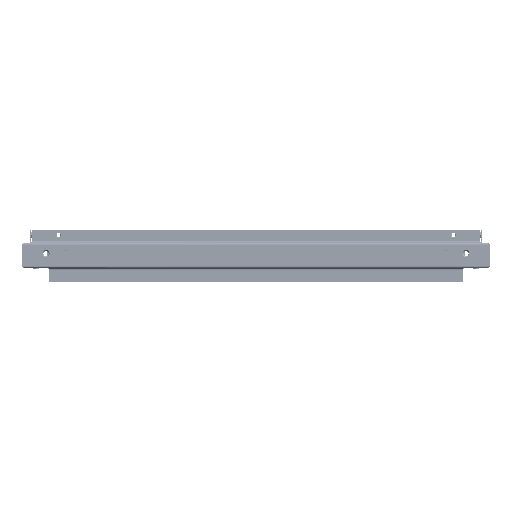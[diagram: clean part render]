
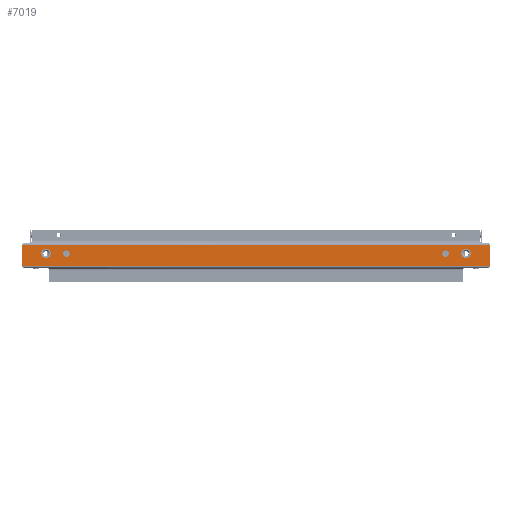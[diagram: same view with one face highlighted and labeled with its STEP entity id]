
A CAD part, front view. The second image highlights one B-rep face of the part: STEP entity #7019.
In plain terms, the highlighted face is planar.
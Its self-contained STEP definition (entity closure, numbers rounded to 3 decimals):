
#1387 = AXIS2_PLACEMENT_3D ( 'NONE', #51199, #63431, #52315 ) ;
#1516 = CARTESIAN_POINT ( 'NONE',  ( -400., -18., 0. ) ) ;
#1775 = DIRECTION ( 'NONE',  ( 0., 0., 1. ) ) ;
#2503 = EDGE_CURVE ( 'NONE', #23857, #37717, #49016, .T. ) ;
#3832 = CARTESIAN_POINT ( 'NONE',  ( -400., -18., 0. ) ) ;
#3868 = FACE_BOUND ( 'NONE', #73799, .T. ) ;
#4095 = CIRCLE ( 'NONE', #41932, 8. ) ;
#4347 = EDGE_CURVE ( 'NONE', #34600, #45379, #7179, .T. ) ;
#4866 = VERTEX_POINT ( 'NONE', #20860 ) ;
#4984 = DIRECTION ( 'NONE',  ( -1., 0., 0. ) ) ;
#7019 = ADVANCED_FACE ( 'NONE', ( #62370, #74952, #56241, #3868, #11104 ), #73827, .F. ) ;
#7179 = LINE ( 'NONE', #53454, #61592 ) ;
#7955 = ORIENTED_EDGE ( 'NONE', *, *, #71472, .F. ) ;
#8086 = AXIS2_PLACEMENT_3D ( 'NONE', #69005, #38437, #62533 ) ;
#9080 = EDGE_CURVE ( 'NONE', #59519, #14961, #20068, .T. ) ;
#9801 = VECTOR ( 'NONE', #11066, 1000. ) ;
#9945 = CARTESIAN_POINT ( 'NONE',  ( 367.5, -3.319, 0. ) ) ;
#10457 = ORIENTED_EDGE ( 'NONE', *, *, #9080, .T. ) ;
#11014 = CARTESIAN_POINT ( 'NONE',  ( 400., 18., 0. ) ) ;
#11066 = DIRECTION ( 'NONE',  ( 1., 0., 0. ) ) ;
#11104 = FACE_OUTER_BOUND ( 'NONE', #12621, .T. ) ;
#11589 = VERTEX_POINT ( 'NONE', #9945 ) ;
#12532 = AXIS2_PLACEMENT_3D ( 'NONE', #55869, #15361, #4984 ) ;
#12621 = EDGE_LOOP ( 'NONE', ( #27818, #35055, #26871, #66271, #47216, #27819, #10457, #51157 ) ) ;
#13448 = DIRECTION ( 'NONE',  ( 0., 0., -1. ) ) ;
#13617 = VERTEX_POINT ( 'NONE', #68325 ) ;
#13839 = CARTESIAN_POINT ( 'NONE',  ( -367.5, -3.319, 0. ) ) ;
#14961 = VERTEX_POINT ( 'NONE', #51137 ) ;
#15241 = CARTESIAN_POINT ( 'NONE',  ( -351.5, -3.319, 0. ) ) ;
#15361 = DIRECTION ( 'NONE',  ( 0., 0., -1. ) ) ;
#16547 = AXIS2_PLACEMENT_3D ( 'NONE', #28700, #27949, #51649 ) ;
#16673 = VERTEX_POINT ( 'NONE', #15241 ) ;
#19300 = DIRECTION ( 'NONE',  ( -1., 0., 0. ) ) ;
#19412 = ORIENTED_EDGE ( 'NONE', *, *, #62229, .F. ) ;
#20068 = LINE ( 'NONE', #31126, #22360 ) ;
#20860 = CARTESIAN_POINT ( 'NONE',  ( -330., -3.319, 0. ) ) ;
#21158 = VERTEX_POINT ( 'NONE', #25991 ) ;
#21426 = LINE ( 'NONE', #3832, #9801 ) ;
#22360 = VECTOR ( 'NONE', #19300, 1000. ) ;
#23302 = ORIENTED_EDGE ( 'NONE', *, *, #39043, .F. ) ;
#23699 = VECTOR ( 'NONE', #74486, 1000. ) ;
#23857 = VERTEX_POINT ( 'NONE', #31348 ) ;
#24039 = DIRECTION ( 'NONE',  ( 1., 0., 0. ) ) ;
#24072 = VERTEX_POINT ( 'NONE', #57984 ) ;
#25168 = DIRECTION ( 'NONE',  ( -1., 0., 0. ) ) ;
#25991 = CARTESIAN_POINT ( 'NONE',  ( 400., 18., 0. ) ) ;
#26871 = ORIENTED_EDGE ( 'NONE', *, *, #59517, .T. ) ;
#27481 = LINE ( 'NONE', #11014, #23699 ) ;
#27818 = ORIENTED_EDGE ( 'NONE', *, *, #36734, .T. ) ;
#27819 = ORIENTED_EDGE ( 'NONE', *, *, #27957, .T. ) ;
#27949 = DIRECTION ( 'NONE',  ( 0., 0., -1. ) ) ;
#27957 = EDGE_CURVE ( 'NONE', #24072, #59519, #27481, .T. ) ;
#28700 = CARTESIAN_POINT ( 'NONE',  ( 324.5, -3.319, 0. ) ) ;
#28715 = DIRECTION ( 'NONE',  ( 0., 0., -1. ) ) ;
#28890 = LINE ( 'NONE', #46081, #40466 ) ;
#29056 = EDGE_CURVE ( 'NONE', #11589, #35460, #4095, .T. ) ;
#29922 = CIRCLE ( 'NONE', #16547, 5.5 ) ;
#30128 = CARTESIAN_POINT ( 'NONE',  ( 359.5, -3.319, 0. ) ) ;
#30160 = ORIENTED_EDGE ( 'NONE', *, *, #29056, .T. ) ;
#31126 = CARTESIAN_POINT ( 'NONE',  ( 400., 18., 0. ) ) ;
#31316 = EDGE_CURVE ( 'NONE', #37717, #23857, #29922, .T. ) ;
#31348 = CARTESIAN_POINT ( 'NONE',  ( 319., -3.319, 0. ) ) ;
#32822 = VERTEX_POINT ( 'NONE', #1516 ) ;
#34448 = CARTESIAN_POINT ( 'NONE',  ( 324.5, -3.319, 0. ) ) ;
#34569 = DIRECTION ( 'NONE',  ( 1., 0., 0. ) ) ;
#34600 = VERTEX_POINT ( 'NONE', #62320 ) ;
#34905 = CARTESIAN_POINT ( 'NONE',  ( -400., -22., 0. ) ) ;
#35055 = ORIENTED_EDGE ( 'NONE', *, *, #4347, .T. ) ;
#35242 = CARTESIAN_POINT ( 'NONE',  ( 359.5, -3.319, 0. ) ) ;
#35460 = VERTEX_POINT ( 'NONE', #55635 ) ;
#35475 = VECTOR ( 'NONE', #53084, 1000. ) ;
#36092 = EDGE_CURVE ( 'NONE', #35460, #11589, #73966, .T. ) ;
#36734 = EDGE_CURVE ( 'NONE', #32822, #34600, #45653, .T. ) ;
#36828 = EDGE_LOOP ( 'NONE', ( #30160, #50911 ) ) ;
#37717 = VERTEX_POINT ( 'NONE', #65622 ) ;
#38051 = AXIS2_PLACEMENT_3D ( 'NONE', #34448, #28715, #52037 ) ;
#38437 = DIRECTION ( 'NONE',  ( 0., 0., 1. ) ) ;
#39043 = EDGE_CURVE ( 'NONE', #60054, #4866, #70434, .T. ) ;
#40466 = VECTOR ( 'NONE', #69416, 1000. ) ;
#41031 = CIRCLE ( 'NONE', #8086, 8. ) ;
#41581 = DIRECTION ( 'NONE',  ( 1., 0., 0. ) ) ;
#41588 = DIRECTION ( 'NONE',  ( 0., 0., 1. ) ) ;
#41932 = AXIS2_PLACEMENT_3D ( 'NONE', #35242, #13448, #48996 ) ;
#41968 = CARTESIAN_POINT ( 'NONE',  ( -324.5, -3.319, 0. ) ) ;
#42363 = DIRECTION ( 'NONE',  ( 0., 0., -1. ) ) ;
#42601 = CARTESIAN_POINT ( 'NONE',  ( 397.935, -18., 0. ) ) ;
#44059 = CARTESIAN_POINT ( 'NONE',  ( -319., -3.319, 0. ) ) ;
#45282 = EDGE_CURVE ( 'NONE', #21158, #24072, #28890, .T. ) ;
#45379 = VERTEX_POINT ( 'NONE', #42601 ) ;
#45653 = LINE ( 'NONE', #68996, #48338 ) ;
#46081 = CARTESIAN_POINT ( 'NONE',  ( 400., 18., 0. ) ) ;
#46364 = LINE ( 'NONE', #34905, #55225 ) ;
#47216 = ORIENTED_EDGE ( 'NONE', *, *, #45282, .T. ) ;
#48338 = VECTOR ( 'NONE', #34569, 1000. ) ;
#48996 = DIRECTION ( 'NONE',  ( -1., 0., 0. ) ) ;
#49016 = CIRCLE ( 'NONE', #38051, 5.5 ) ;
#50911 = ORIENTED_EDGE ( 'NONE', *, *, #36092, .T. ) ;
#51137 = CARTESIAN_POINT ( 'NONE',  ( -400., 18., 0. ) ) ;
#51157 = ORIENTED_EDGE ( 'NONE', *, *, #70622, .T. ) ;
#51199 = CARTESIAN_POINT ( 'NONE',  ( -359.5, -3.319, 0. ) ) ;
#51649 = DIRECTION ( 'NONE',  ( -1., 0., 0. ) ) ;
#52037 = DIRECTION ( 'NONE',  ( -1., 0., 0. ) ) ;
#52315 = DIRECTION ( 'NONE',  ( 1., 0., 0. ) ) ;
#53084 = DIRECTION ( 'NONE',  ( 0., 1., 0. ) ) ;
#53454 = CARTESIAN_POINT ( 'NONE',  ( -400., -18., 0. ) ) ;
#55008 = AXIS2_PLACEMENT_3D ( 'NONE', #72131, #1775, #65651 ) ;
#55225 = VECTOR ( 'NONE', #75439, 1000. ) ;
#55635 = CARTESIAN_POINT ( 'NONE',  ( 351.5, -3.319, 0. ) ) ;
#55842 = VERTEX_POINT ( 'NONE', #13839 ) ;
#55869 = CARTESIAN_POINT ( 'NONE',  ( 0., 0., 0. ) ) ;
#56241 = FACE_BOUND ( 'NONE', #62688, .T. ) ;
#56619 = ORIENTED_EDGE ( 'NONE', *, *, #2503, .T. ) ;
#57984 = CARTESIAN_POINT ( 'NONE',  ( 398., 18., 0. ) ) ;
#59517 = EDGE_CURVE ( 'NONE', #45379, #13617, #21426, .T. ) ;
#59519 = VERTEX_POINT ( 'NONE', #68807 ) ;
#59617 = EDGE_CURVE ( 'NONE', #13617, #21158, #70663, .T. ) ;
#60054 = VERTEX_POINT ( 'NONE', #44059 ) ;
#61592 = VECTOR ( 'NONE', #41581, 1000. ) ;
#62229 = EDGE_CURVE ( 'NONE', #16673, #55842, #41031, .T. ) ;
#62320 = CARTESIAN_POINT ( 'NONE',  ( -397.935, -18., 0. ) ) ;
#62370 = FACE_BOUND ( 'NONE', #36828, .T. ) ;
#62533 = DIRECTION ( 'NONE',  ( 1., 0., 0. ) ) ;
#62688 = EDGE_LOOP ( 'NONE', ( #19412, #7955 ) ) ;
#63431 = DIRECTION ( 'NONE',  ( 0., 0., 1. ) ) ;
#64201 = CARTESIAN_POINT ( 'NONE',  ( 400., -22., 0. ) ) ;
#65544 = ORIENTED_EDGE ( 'NONE', *, *, #68678, .F. ) ;
#65622 = CARTESIAN_POINT ( 'NONE',  ( 330., -3.319, 0. ) ) ;
#65651 = DIRECTION ( 'NONE',  ( 1., 0., 0. ) ) ;
#66271 = ORIENTED_EDGE ( 'NONE', *, *, #59617, .T. ) ;
#67845 = AXIS2_PLACEMENT_3D ( 'NONE', #30128, #42363, #25168 ) ;
#68325 = CARTESIAN_POINT ( 'NONE',  ( 400., -18., 0. ) ) ;
#68442 = CIRCLE ( 'NONE', #55008, 5.5 ) ;
#68594 = CIRCLE ( 'NONE', #1387, 8. ) ;
#68678 = EDGE_CURVE ( 'NONE', #4866, #60054, #68442, .T. ) ;
#68807 = CARTESIAN_POINT ( 'NONE',  ( -398., 18., 0. ) ) ;
#68928 = EDGE_LOOP ( 'NONE', ( #71193, #56619 ) ) ;
#68996 = CARTESIAN_POINT ( 'NONE',  ( -400., -18., 0. ) ) ;
#69005 = CARTESIAN_POINT ( 'NONE',  ( -359.5, -3.319, 0. ) ) ;
#69416 = DIRECTION ( 'NONE',  ( -1., 0., 0. ) ) ;
#70434 = CIRCLE ( 'NONE', #75311, 5.5 ) ;
#70622 = EDGE_CURVE ( 'NONE', #14961, #32822, #46364, .T. ) ;
#70663 = LINE ( 'NONE', #64201, #35475 ) ;
#71193 = ORIENTED_EDGE ( 'NONE', *, *, #31316, .T. ) ;
#71472 = EDGE_CURVE ( 'NONE', #55842, #16673, #68594, .T. ) ;
#72131 = CARTESIAN_POINT ( 'NONE',  ( -324.5, -3.319, 0. ) ) ;
#73799 = EDGE_LOOP ( 'NONE', ( #23302, #65544 ) ) ;
#73827 = PLANE ( 'NONE',  #12532 ) ;
#73966 = CIRCLE ( 'NONE', #67845, 8. ) ;
#74486 = DIRECTION ( 'NONE',  ( -1., 0., 0. ) ) ;
#74952 = FACE_BOUND ( 'NONE', #68928, .T. ) ;
#75311 = AXIS2_PLACEMENT_3D ( 'NONE', #41968, #41588, #24039 ) ;
#75439 = DIRECTION ( 'NONE',  ( 0., -1., 0. ) ) ;
